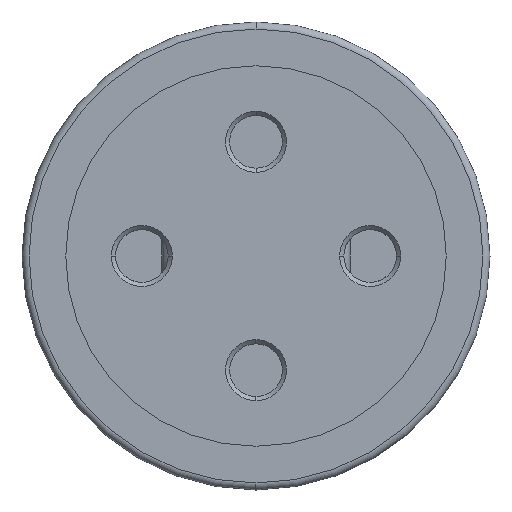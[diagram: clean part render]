
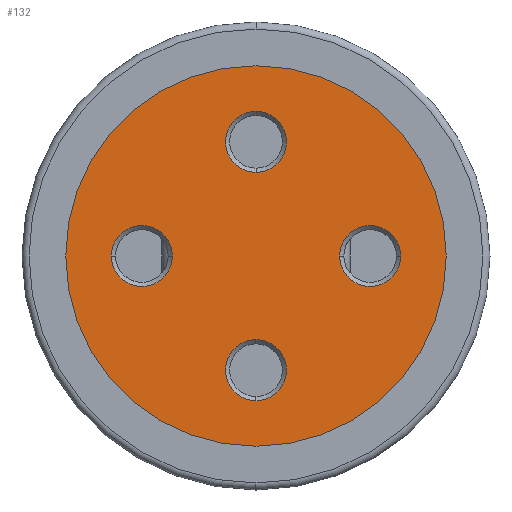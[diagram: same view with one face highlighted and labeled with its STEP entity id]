
A CAD part, left-side view. The second image highlights one B-rep face of the part: STEP entity #132.
In plain terms, the highlighted planar face has unit normal (-1, 0, 0).
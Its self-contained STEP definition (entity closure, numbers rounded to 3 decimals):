
#132=ADVANCED_FACE('',(#314,#315,#316,#317,#318),#319,.T.);
#314=FACE_BOUND('',#500,.T.);
#315=FACE_BOUND('',#501,.T.);
#316=FACE_BOUND('',#502,.T.);
#317=FACE_BOUND('',#503,.T.);
#318=FACE_OUTER_BOUND('',#504,.T.);
#319=PLANE('',#505);
#500=EDGE_LOOP('',(#1174,#1175));
#501=EDGE_LOOP('',(#1176,#1177));
#502=EDGE_LOOP('',(#1178,#1179));
#503=EDGE_LOOP('',(#1180,#1181));
#504=EDGE_LOOP('',(#1182,#1183));
#505=AXIS2_PLACEMENT_3D('',#1184,#1185,#1186);
#1174=ORIENTED_EDGE('',*,*,#1251,.T.);
#1175=ORIENTED_EDGE('',*,*,#1376,.T.);
#1176=ORIENTED_EDGE('',*,*,#1244,.T.);
#1177=ORIENTED_EDGE('',*,*,#1379,.T.);
#1178=ORIENTED_EDGE('',*,*,#1236,.T.);
#1179=ORIENTED_EDGE('',*,*,#1381,.T.);
#1180=ORIENTED_EDGE('',*,*,#1229,.T.);
#1181=ORIENTED_EDGE('',*,*,#1384,.T.);
#1182=ORIENTED_EDGE('',*,*,#1190,.T.);
#1183=ORIENTED_EDGE('',*,*,#1395,.T.);
#1184=CARTESIAN_POINT('',(0.0,0.0,0.0));
#1185=DIRECTION('',(-1.0,0.0,0.));
#1186=DIRECTION('',(0.,0.0,1.0));
#1190=EDGE_CURVE('',#1398,#1402,#1404,.T.);
#1229=EDGE_CURVE('',#1473,#1475,#1477,.T.);
#1236=EDGE_CURVE('',#1486,#1488,#1490,.T.);
#1244=EDGE_CURVE('',#1501,#1503,#1505,.T.);
#1251=EDGE_CURVE('',#1514,#1516,#1518,.T.);
#1376=EDGE_CURVE('',#1516,#1514,#1723,.T.);
#1379=EDGE_CURVE('',#1503,#1501,#1726,.T.);
#1381=EDGE_CURVE('',#1488,#1486,#1728,.T.);
#1384=EDGE_CURVE('',#1475,#1473,#1731,.T.);
#1395=EDGE_CURVE('',#1402,#1398,#1742,.T.);
#1398=VERTEX_POINT('',#1745);
#1402=VERTEX_POINT('',#1750);
#1404=CIRCLE('',#1753,50.0);
#1473=VERTEX_POINT('',#1855);
#1475=VERTEX_POINT('',#1858);
#1477=CIRCLE('',#1861,8.0);
#1486=VERTEX_POINT('',#1872);
#1488=VERTEX_POINT('',#1875);
#1490=CIRCLE('',#1878,8.0);
#1501=VERTEX_POINT('',#1912);
#1503=VERTEX_POINT('',#1915);
#1505=CIRCLE('',#1918,8.0);
#1514=VERTEX_POINT('',#1929);
#1516=VERTEX_POINT('',#1932);
#1518=CIRCLE('',#1935,8.0);
#1723=CIRCLE('',#2549,8.0);
#1726=CIRCLE('',#2552,8.0);
#1728=CIRCLE('',#2554,8.0);
#1731=CIRCLE('',#2557,8.0);
#1742=CIRCLE('',#2568,50.0);
#1745=CARTESIAN_POINT('',(0.,0.0,50.0));
#1750=CARTESIAN_POINT('',(0.,0.,-50.0));
#1753=AXIS2_PLACEMENT_3D('',#2575,#2576,#2577);
#1855=CARTESIAN_POINT('',(0.0,38.0,0.0));
#1858=CARTESIAN_POINT('',(0.,22.0,0.));
#1861=AXIS2_PLACEMENT_3D('',#2661,#2662,#2663);
#1872=CARTESIAN_POINT('',(0.,0.,-38.0));
#1875=CARTESIAN_POINT('',(0.,0.,-22.0));
#1878=AXIS2_PLACEMENT_3D('',#2674,#2675,#2676);
#1912=CARTESIAN_POINT('',(0.,-38.0,0.));
#1915=CARTESIAN_POINT('',(0.,-22.0,0.));
#1918=AXIS2_PLACEMENT_3D('',#2687,#2688,#2689);
#1929=CARTESIAN_POINT('',(0.,0.,38.0));
#1932=CARTESIAN_POINT('',(0.,0.,22.0));
#1935=AXIS2_PLACEMENT_3D('',#2700,#2701,#2702);
#2549=AXIS2_PLACEMENT_3D('',#2897,#2898,#2899);
#2552=AXIS2_PLACEMENT_3D('',#2906,#2907,#2908);
#2554=AXIS2_PLACEMENT_3D('',#2912,#2913,#2914);
#2557=AXIS2_PLACEMENT_3D('',#2921,#2922,#2923);
#2568=AXIS2_PLACEMENT_3D('',#2954,#2955,#2956);
#2575=CARTESIAN_POINT('',(0.0,0.0,0.0));
#2576=DIRECTION('',(-1.0,0.0,0.));
#2577=DIRECTION('',(0.,0.0,1.0));
#2661=CARTESIAN_POINT('',(0.0,30.0,0.0));
#2662=DIRECTION('',(1.0,0.0,0.));
#2663=DIRECTION('',(0.0,1.0,0.0));
#2674=CARTESIAN_POINT('',(0.,0.,-30.0));
#2675=DIRECTION('',(1.0,0.0,0.));
#2676=DIRECTION('',(0.,0.,-1.0));
#2687=CARTESIAN_POINT('',(0.,-30.0,0.));
#2688=DIRECTION('',(1.0,0.0,0.));
#2689=DIRECTION('',(0.,-1.0,0.));
#2700=CARTESIAN_POINT('',(0.,0.,30.0));
#2701=DIRECTION('',(1.0,0.0,0.));
#2702=DIRECTION('',(0.,0.,1.0));
#2897=CARTESIAN_POINT('',(0.,0.,30.0));
#2898=DIRECTION('',(1.0,0.0,0.));
#2899=DIRECTION('',(0.,0.,1.0));
#2906=CARTESIAN_POINT('',(0.,-30.0,0.));
#2907=DIRECTION('',(1.0,0.0,0.));
#2908=DIRECTION('',(0.,-1.0,0.));
#2912=CARTESIAN_POINT('',(0.,0.,-30.0));
#2913=DIRECTION('',(1.0,0.0,0.));
#2914=DIRECTION('',(0.,0.,-1.0));
#2921=CARTESIAN_POINT('',(0.0,30.0,0.0));
#2922=DIRECTION('',(1.0,0.0,0.));
#2923=DIRECTION('',(0.0,1.0,0.0));
#2954=CARTESIAN_POINT('',(0.0,0.0,0.0));
#2955=DIRECTION('',(-1.0,0.0,0.));
#2956=DIRECTION('',(0.,0.0,1.0));
